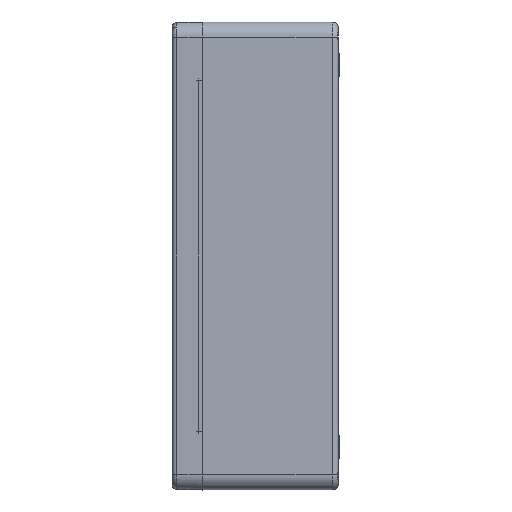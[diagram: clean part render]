
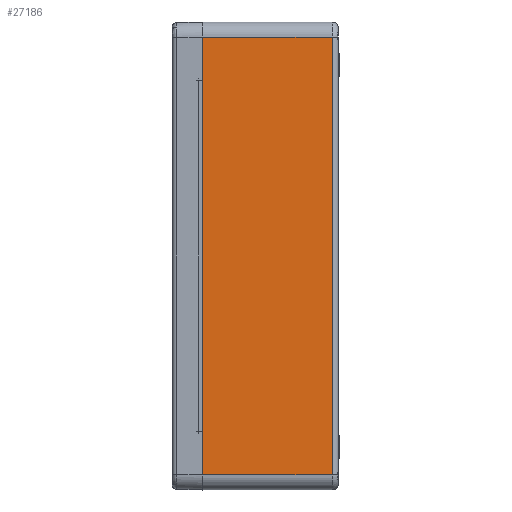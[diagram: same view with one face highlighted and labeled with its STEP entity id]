
A CAD part, left-side view. The second image highlights one B-rep face of the part: STEP entity #27186.
In plain terms, the highlighted planar face has unit normal (-1, 0, 0).
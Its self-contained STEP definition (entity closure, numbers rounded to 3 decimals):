
#4634=FACE_OUTER_BOUND('',#6609,.T.);
#6609=EDGE_LOOP('',(#22112,#22113,#22114,#22115));
#8450=LINE('',#66070,#10150);
#8638=LINE('',#70654,#10338);
#8639=LINE('',#70656,#10339);
#8640=LINE('',#70657,#10340);
#10150=VECTOR('',#33301,10.);
#10338=VECTOR('',#34101,1000.);
#10339=VECTOR('',#34102,1000.);
#10340=VECTOR('',#34103,1000.);
#12264=VERTEX_POINT('',#66067);
#12265=VERTEX_POINT('',#66069);
#12854=VERTEX_POINT('',#70653);
#12855=VERTEX_POINT('',#70655);
#15542=EDGE_CURVE('',#12264,#12265,#8450,.T.);
#16143=EDGE_CURVE('',#12264,#12854,#8638,.T.);
#16144=EDGE_CURVE('',#12854,#12855,#8639,.T.);
#16145=EDGE_CURVE('',#12855,#12265,#8640,.T.);
#22112=ORIENTED_EDGE('',*,*,#16143,.T.);
#22113=ORIENTED_EDGE('',*,*,#16144,.T.);
#22114=ORIENTED_EDGE('',*,*,#16145,.T.);
#22115=ORIENTED_EDGE('',*,*,#15542,.F.);
#25967=PLANE('',#29492);
#27186=ADVANCED_FACE('',(#4634),#25967,.T.);
#29492=AXIS2_PLACEMENT_3D('',#70652,#34099,#34100);
#33301=DIRECTION('',(0.,0.,1.));
#34099=DIRECTION('center_axis',(-1.,0.,0.));
#34100=DIRECTION('ref_axis',(0.,0.,1.));
#34101=DIRECTION('',(0.,-1.,0.));
#34102=DIRECTION('',(0.,0.,1.));
#34103=DIRECTION('',(0.,1.,0.));
#66067=CARTESIAN_POINT('',(-300.,0.,-145.));
#66069=CARTESIAN_POINT('',(-300.,0.,145.));
#66070=CARTESIAN_POINT('',(-300.,0.,145.));
#70652=CARTESIAN_POINT('Origin',(-300.,-90.,-155.));
#70653=CARTESIAN_POINT('',(-300.,-86.,-145.));
#70654=CARTESIAN_POINT('',(-300.,-90.,-145.));
#70655=CARTESIAN_POINT('',(-300.,-86.,145.));
#70656=CARTESIAN_POINT('',(-300.,-86.,145.));
#70657=CARTESIAN_POINT('',(-300.,-90.,145.));
